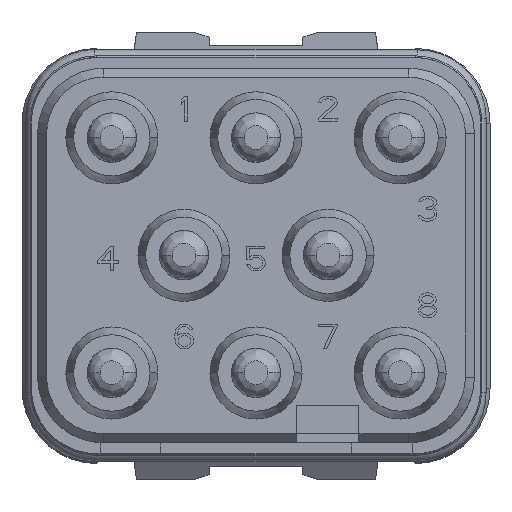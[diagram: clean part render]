
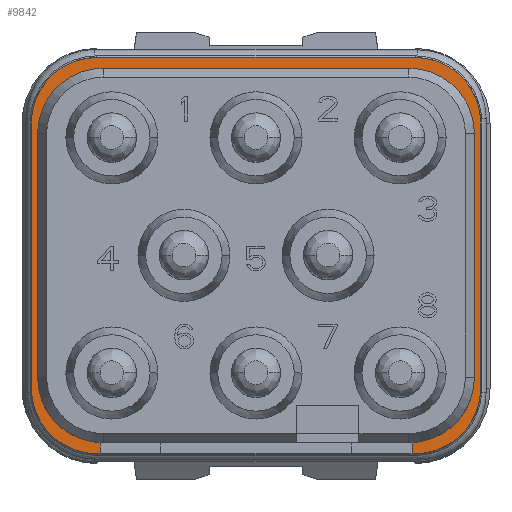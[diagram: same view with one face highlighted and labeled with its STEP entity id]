
A CAD part, top view. The second image highlights one B-rep face of the part: STEP entity #9842.
In plain terms, the highlighted planar face has unit normal (0, 0, 1).
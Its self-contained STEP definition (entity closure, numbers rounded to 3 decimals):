
#1=DIRECTION('',(0.,-1.,0.));
#2=VECTOR('',#1,0.352);
#3=CARTESIAN_POINT('',(-5.,-5.998,0.));
#4=LINE('',#3,#2);
#5=DIRECTION('',(-1.,0.,0.));
#6=VECTOR('',#5,0.1);
#7=CARTESIAN_POINT('',(-5.,-6.35,0.));
#8=LINE('',#7,#6);
#9=DIRECTION('',(0.,1.,0.));
#10=VECTOR('',#9,8.5);
#11=CARTESIAN_POINT('',(-7.2,-4.25,0.));
#12=LINE('',#11,#10);
#13=DIRECTION('',(1.,0.,0.));
#14=VECTOR('',#13,10.2);
#15=CARTESIAN_POINT('',(-5.1,6.35,0.));
#16=LINE('',#15,#14);
#17=DIRECTION('',(0.,-1.,0.));
#18=VECTOR('',#17,8.5);
#19=CARTESIAN_POINT('',(7.2,4.25,0.));
#20=LINE('',#19,#18);
#21=DIRECTION('',(-1.,0.,0.));
#22=VECTOR('',#21,0.1);
#23=CARTESIAN_POINT('',(5.1,-6.35,0.));
#24=LINE('',#23,#22);
#25=DIRECTION('',(0.,-1.,0.));
#26=VECTOR('',#25,0.352);
#27=CARTESIAN_POINT('',(5.,-5.998,0.));
#28=LINE('',#27,#26);
#29=CARTESIAN_POINT('',(4.9,-3.9,0.));
#30=DIRECTION('',(0.,0.,1.));
#31=DIRECTION('',(0.048,-0.999,0.));
#32=AXIS2_PLACEMENT_3D('',#29,#30,#31);
#34=DIRECTION('',(0.,1.,0.));
#35=VECTOR('',#34,7.8);
#36=CARTESIAN_POINT('',(7.,-3.9,0.));
#37=LINE('',#36,#35);
#38=CARTESIAN_POINT('',(4.9,3.9,0.));
#39=DIRECTION('',(0.,0.,1.));
#40=DIRECTION('',(1.,0.,0.));
#41=AXIS2_PLACEMENT_3D('',#38,#39,#40);
#43=DIRECTION('',(-1.,0.,0.));
#44=VECTOR('',#43,9.8);
#45=CARTESIAN_POINT('',(4.9,6.,0.));
#46=LINE('',#45,#44);
#47=CARTESIAN_POINT('',(-4.9,3.9,0.));
#48=DIRECTION('',(0.,0.,1.));
#49=DIRECTION('',(0.,1.,0.));
#50=AXIS2_PLACEMENT_3D('',#47,#48,#49);
#52=DIRECTION('',(0.,-1.,0.));
#53=VECTOR('',#52,7.8);
#54=CARTESIAN_POINT('',(-7.,3.9,0.));
#55=LINE('',#54,#53);
#56=CARTESIAN_POINT('',(-4.9,-3.9,0.));
#57=DIRECTION('',(0.,0.,1.));
#58=DIRECTION('',(-1.,0.,0.));
#59=AXIS2_PLACEMENT_3D('',#56,#57,#58);
#1309=CARTESIAN_POINT('',(5.1,-4.25,0.));
#1310=DIRECTION('',(0.,0.,-1.));
#1311=DIRECTION('',(1.,0.,0.));
#1312=AXIS2_PLACEMENT_3D('',#1309,#1310,#1311);
#1378=CARTESIAN_POINT('',(5.1,4.25,0.));
#1379=DIRECTION('',(0.,0.,-1.));
#1380=DIRECTION('',(0.,1.,0.));
#1381=AXIS2_PLACEMENT_3D('',#1378,#1379,#1380);
#1447=CARTESIAN_POINT('',(-5.1,4.25,0.));
#1448=DIRECTION('',(0.,0.,-1.));
#1449=DIRECTION('',(-1.,0.,0.));
#1450=AXIS2_PLACEMENT_3D('',#1447,#1448,#1449);
#1516=CARTESIAN_POINT('',(-5.1,-4.25,0.));
#1517=DIRECTION('',(0.,0.,-1.));
#1518=DIRECTION('',(0.,-1.,0.));
#1519=AXIS2_PLACEMENT_3D('',#1516,#1517,#1518);
#7747=CARTESIAN_POINT('',(5.1,6.35,0.));
#7748=CARTESIAN_POINT('',(7.2,4.25,0.));
#7749=VERTEX_POINT('',#7747);
#7750=VERTEX_POINT('',#7748);
#7751=CARTESIAN_POINT('',(-7.2,4.25,0.));
#7752=CARTESIAN_POINT('',(-5.1,6.35,0.));
#7753=VERTEX_POINT('',#7751);
#7754=VERTEX_POINT('',#7752);
#7755=CARTESIAN_POINT('',(-5.1,-6.35,0.));
#7756=CARTESIAN_POINT('',(-7.2,-4.25,0.));
#7757=VERTEX_POINT('',#7755);
#7758=VERTEX_POINT('',#7756);
#7759=CARTESIAN_POINT('',(7.2,-4.25,0.));
#7760=CARTESIAN_POINT('',(5.1,-6.35,0.));
#7761=VERTEX_POINT('',#7759);
#7762=VERTEX_POINT('',#7760);
#7831=CARTESIAN_POINT('',(-7.,3.9,0.));
#7832=CARTESIAN_POINT('',(-7.,-3.9,0.));
#7833=VERTEX_POINT('',#7831);
#7834=VERTEX_POINT('',#7832);
#7835=CARTESIAN_POINT('',(7.,-3.9,0.));
#7836=CARTESIAN_POINT('',(7.,3.9,0.));
#7837=VERTEX_POINT('',#7835);
#7838=VERTEX_POINT('',#7836);
#7839=CARTESIAN_POINT('',(4.9,6.,0.));
#7840=VERTEX_POINT('',#7839);
#7841=CARTESIAN_POINT('',(-4.9,6.,0.));
#7842=VERTEX_POINT('',#7841);
#7863=CARTESIAN_POINT('',(5.,-6.35,0.));
#7864=VERTEX_POINT('',#7863);
#7869=CARTESIAN_POINT('',(5.,-5.998,0.));
#7870=VERTEX_POINT('',#7869);
#7889=CARTESIAN_POINT('',(-5.,-5.998,0.));
#7890=CARTESIAN_POINT('',(-5.,-6.35,0.));
#7891=VERTEX_POINT('',#7889);
#7892=VERTEX_POINT('',#7890);
#9799=CARTESIAN_POINT('',(0.,0.,0.));
#9800=DIRECTION('',(0.,0.,1.));
#9801=DIRECTION('',(1.,0.,0.));
#9802=AXIS2_PLACEMENT_3D('',#9799,#9800,#9801);
#9803=PLANE('',#9802);
#9805=ORIENTED_EDGE('',*,*,#9804,.T.);
#9807=ORIENTED_EDGE('',*,*,#9806,.T.);
#9809=ORIENTED_EDGE('',*,*,#9808,.T.);
#9811=ORIENTED_EDGE('',*,*,#9810,.T.);
#9813=ORIENTED_EDGE('',*,*,#9812,.T.);
#9815=ORIENTED_EDGE('',*,*,#9814,.T.);
#9817=ORIENTED_EDGE('',*,*,#9816,.T.);
#9819=ORIENTED_EDGE('',*,*,#9818,.T.);
#9821=ORIENTED_EDGE('',*,*,#9820,.T.);
#9823=ORIENTED_EDGE('',*,*,#9822,.T.);
#9825=ORIENTED_EDGE('',*,*,#9824,.F.);
#9827=ORIENTED_EDGE('',*,*,#9826,.T.);
#9829=ORIENTED_EDGE('',*,*,#9828,.T.);
#9831=ORIENTED_EDGE('',*,*,#9830,.T.);
#9833=ORIENTED_EDGE('',*,*,#9832,.T.);
#9835=ORIENTED_EDGE('',*,*,#9834,.T.);
#9837=ORIENTED_EDGE('',*,*,#9836,.T.);
#9839=ORIENTED_EDGE('',*,*,#9838,.T.);
#9840=EDGE_LOOP('',(#9805,#9807,#9809,#9811,#9813,#9815,#9817,#9819,#9821,#9823,
#9825,#9827,#9829,#9831,#9833,#9835,#9837,#9839));
#9841=FACE_OUTER_BOUND('',#9840,.F.);
#9842=ADVANCED_FACE('',(#9841),#9803,.T.);
#33=CIRCLE('',#32,2.1);
#42=CIRCLE('',#41,2.1);
#51=CIRCLE('',#50,2.1);
#60=CIRCLE('',#59,2.1);
#1313=CIRCLE('',#1312,2.1);
#1382=CIRCLE('',#1381,2.1);
#1451=CIRCLE('',#1450,2.1);
#1520=CIRCLE('',#1519,2.1);
#9804=EDGE_CURVE('',#7891,#7892,#4,.T.);
#9806=EDGE_CURVE('',#7892,#7757,#8,.T.);
#9808=EDGE_CURVE('',#7757,#7758,#1520,.T.);
#9810=EDGE_CURVE('',#7758,#7753,#12,.T.);
#9812=EDGE_CURVE('',#7753,#7754,#1451,.T.);
#9814=EDGE_CURVE('',#7754,#7749,#16,.T.);
#9816=EDGE_CURVE('',#7749,#7750,#1382,.T.);
#9818=EDGE_CURVE('',#7750,#7761,#20,.T.);
#9820=EDGE_CURVE('',#7761,#7762,#1313,.T.);
#9822=EDGE_CURVE('',#7762,#7864,#24,.T.);
#9824=EDGE_CURVE('',#7870,#7864,#28,.T.);
#9826=EDGE_CURVE('',#7870,#7837,#33,.T.);
#9828=EDGE_CURVE('',#7837,#7838,#37,.T.);
#9830=EDGE_CURVE('',#7838,#7840,#42,.T.);
#9832=EDGE_CURVE('',#7840,#7842,#46,.T.);
#9834=EDGE_CURVE('',#7842,#7833,#51,.T.);
#9836=EDGE_CURVE('',#7833,#7834,#55,.T.);
#9838=EDGE_CURVE('',#7834,#7891,#60,.T.);
